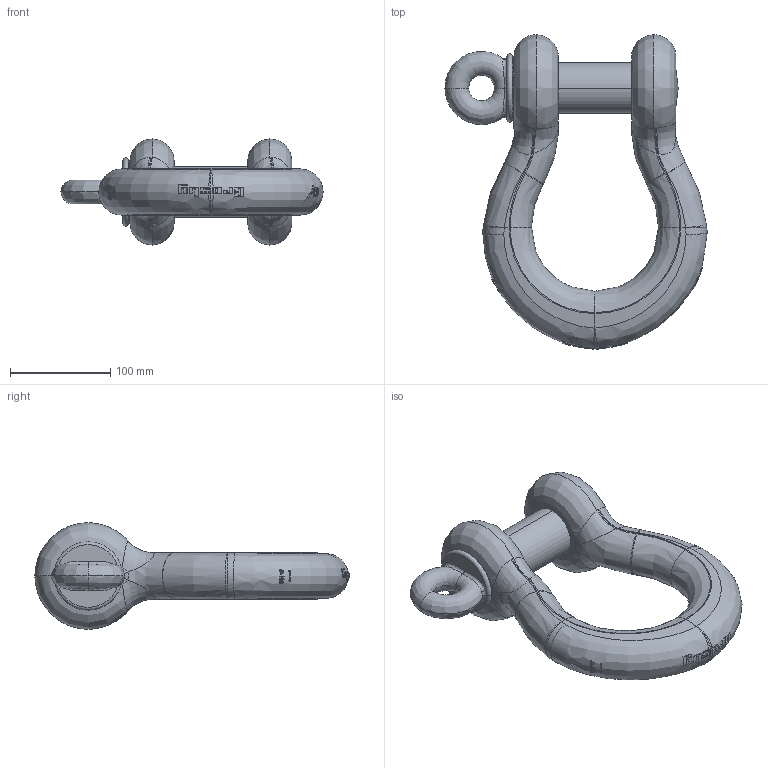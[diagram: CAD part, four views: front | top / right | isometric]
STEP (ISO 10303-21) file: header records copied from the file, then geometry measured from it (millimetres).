
FILE_DESCRIPTION((''),'2;1');
FILE_NAME('CROSBY_209_175','2003-11-18T',('adoughty'),('The Crosby Group, Inc.'),'PRO/ENGINEER BY PARAMETRIC TECHNOLOGY CORPORATION, 2001150','PRO/ENGINEER BY PARAMETRIC TECHNOLOGY CORPORATION, 2001150','');
FILE_SCHEMA(('CONFIG_CONTROL_DESIGN'));
Length unit declared in the file: inch
Products named in the file (1): CROSBY_209_175
Bounding box: 262.07 x 314.26 x 106.33 mm (x, y, z)
Volume: 1764603.9 mm3; surface area: 169791.4 mm2
Topology: 2 solids, 2 shells, 254 faces, 631 edges, 390 vertices
Faces by surface type: bspline 147, plane 85, cone 10, cylinder 6, torus 6
Entity records: 14752 total; most frequent: CARTESIAN_POINT 10009, ORIENTED_EDGE 1258, EDGE_CURVE 629, DIRECTION 451, B_SPLINE_CURVE_WITH_KNOTS 442, VERTEX_POINT 390, EDGE_LOOP 271, FACE_OUTER_BOUND 254
